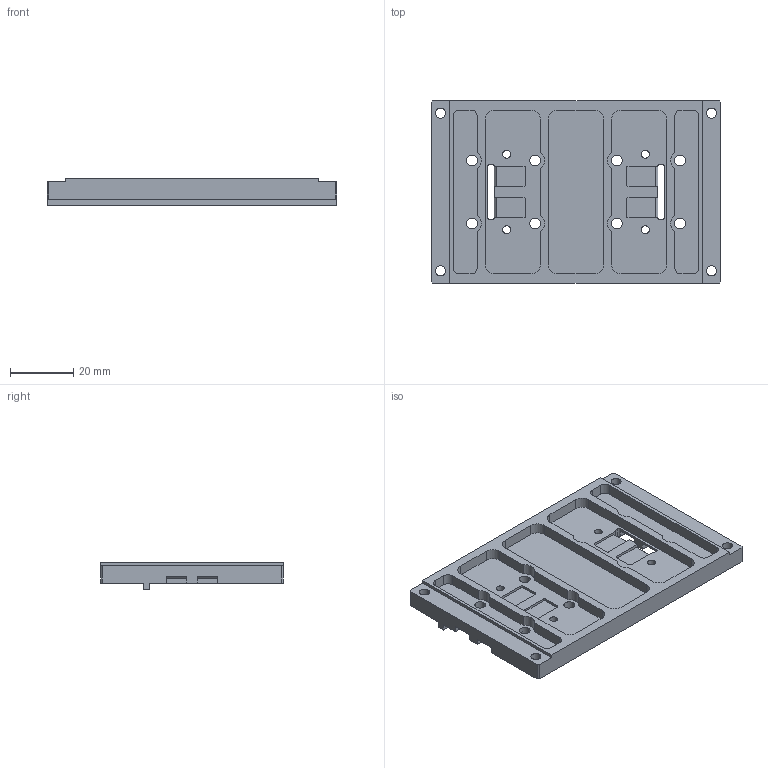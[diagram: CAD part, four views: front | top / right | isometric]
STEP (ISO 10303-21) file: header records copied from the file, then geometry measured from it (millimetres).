
FILE_DESCRIPTION (( 'STEP AP214' ), '1' );
FILE_NAME ('Head_Mount_Bracket.STEP', '2023-11-05T08:02:51', ( '' ), ( '' ), 'SwSTEP 2.0', 'SolidWorks 2023', '' );
FILE_SCHEMA (( 'AUTOMOTIVE_DESIGN' ));
Length unit declared in the file: millimetre
Products named in the file (1): Head_Mount_Bracket
Bounding box: 92 x 58 x 8.5 mm (x, y, z)
Volume: 20379.5 mm3; surface area: 15796.8 mm2
Topology: 1 solids, 1 shells, 189 faces, 536 edges, 352 vertices
Faces by surface type: plane 101, cylinder 80, cone 8
Entity records: 6333 total; most frequent: DIRECTION 1084, CARTESIAN_POINT 1078, ORIENTED_EDGE 1072, EDGE_CURVE 536, VECTOR 368, LINE 368, AXIS2_PLACEMENT_3D 358, VERTEX_POINT 352
